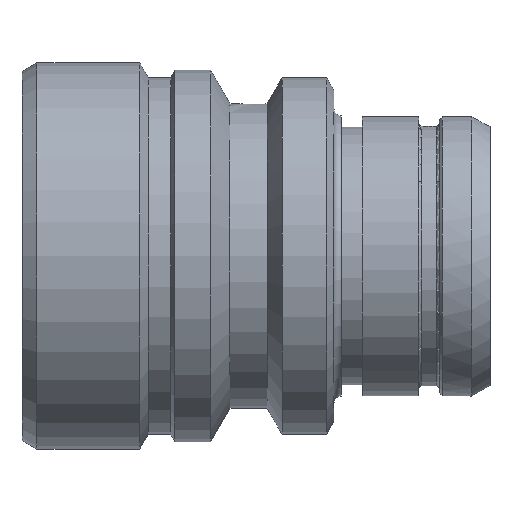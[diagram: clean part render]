
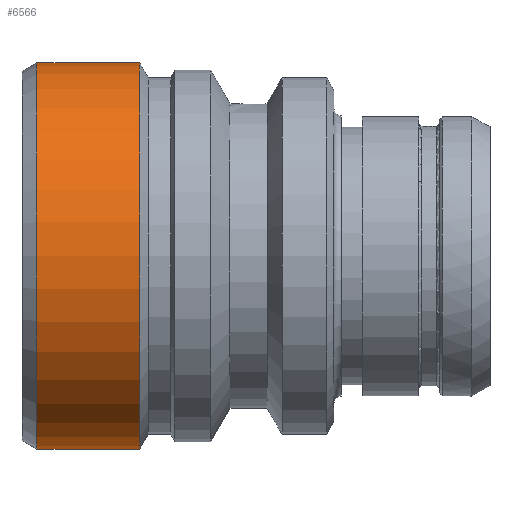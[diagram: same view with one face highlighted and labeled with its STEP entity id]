
A CAD part, top view. The second image highlights one B-rep face of the part: STEP entity #6566.
In plain terms, the highlighted cylindrical face has radius 13 mm (diameter 26 mm), a partial arc.
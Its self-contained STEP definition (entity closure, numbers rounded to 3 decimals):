
#528=CARTESIAN_POINT('',(1.584,13.,-13.));
#529=DIRECTION('',(1.,0.,0.));
#530=DIRECTION('',(0.,1.,0.));
#531=AXIS2_PLACEMENT_3D('',#528,#529,#530);
#533=CARTESIAN_POINT('',(8.507,13.,-13.));
#534=DIRECTION('',(1.,0.,0.));
#535=DIRECTION('',(0.,1.,0.));
#536=AXIS2_PLACEMENT_3D('',#533,#534,#535);
#538=DIRECTION('',(-1.,0.,0.));
#539=VECTOR('',#538,6.923);
#540=CARTESIAN_POINT('',(8.507,26.,-13.));
#541=LINE('854',#540,#539);
#542=DIRECTION('',(-1.,0.,0.));
#543=VECTOR('',#542,6.923);
#544=CARTESIAN_POINT('',(8.507,0.,-13.));
#545=LINE('870',#544,#543);
#5357=CARTESIAN_POINT('',(8.507,26.,-13.));
#5358=VERTEX_POINT('',#5357);
#5359=CARTESIAN_POINT('',(1.584,26.,-13.));
#5360=VERTEX_POINT('',#5359);
#5393=CARTESIAN_POINT('',(8.507,0.,-13.));
#5394=VERTEX_POINT('',#5393);
#5395=CARTESIAN_POINT('',(1.584,0.,-13.));
#5396=VERTEX_POINT('',#5395);
#6552=CARTESIAN_POINT('',(-0.991,13.,-13.));
#6553=DIRECTION('',(1.,0.,0.));
#6554=DIRECTION('',(0.,-1.,0.));
#6555=AXIS2_PLACEMENT_3D('',#6552,#6553,#6554);
#6556=CYLINDRICAL_SURFACE('276',#6555,13.);
#6558=ORIENTED_EDGE('854',*,*,#6557,.F.);
#6560=ORIENTED_EDGE('889',*,*,#6559,.T.);
#6562=ORIENTED_EDGE('870',*,*,#6561,.T.);
#6563=ORIENTED_EDGE('890',*,*,#6538,.F.);
#6564=EDGE_LOOP('276',(#6558,#6560,#6562,#6563));
#6565=FACE_OUTER_BOUND('276',#6564,.F.);
#532=CIRCLE('890',#531,13.);
#537=CIRCLE('889',#536,13.);
#6538=EDGE_CURVE('890',#5360,#5396,#532,.T.);
#6557=EDGE_CURVE('854',#5358,#5360,#541,.T.);
#6559=EDGE_CURVE('889',#5358,#5394,#537,.T.);
#6561=EDGE_CURVE('870',#5394,#5396,#545,.T.);
#6566=ADVANCED_FACE('276',(#6565),#6556,.T.);
